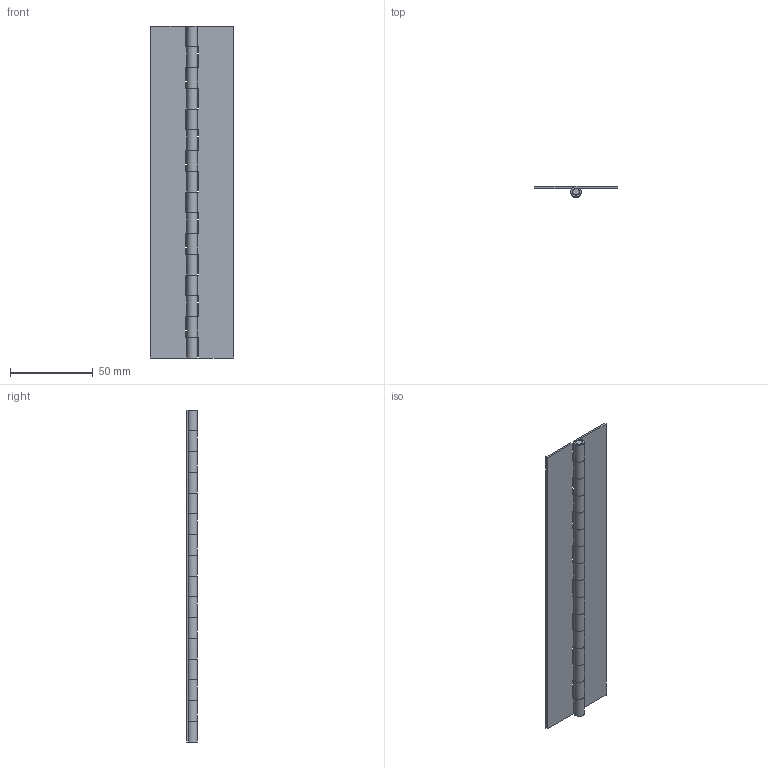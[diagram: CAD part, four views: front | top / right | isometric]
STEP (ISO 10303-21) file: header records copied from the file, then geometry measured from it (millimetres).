
FILE_DESCRIPTION((''),'2;1');
FILE_NAME('','2005-04-20T10:53:41',(''),(''),'','CADfix','');
FILE_SCHEMA(('AUTOMOTIVE_DESIGN'));
Length unit declared in the file: millimetre
Products named in the file (4): hinge piece_B; hinge piece_A; shaft; TH_TM_60_24479_36
Assembly tree (3 placements, depth 2):
  TH_TM_60_24479_36
    hinge piece_B
    hinge piece_A
    shaft
Bounding box: 50 x 6.4 x 200 mm (x, y, z)
Volume: 16907.8 mm3; surface area: 28274 mm2
Topology: 3 solids, 3 shells, 108 faces, 310 edges, 208 vertices
Faces by surface type: bspline 108
Entity records: 3951 total; most frequent: CARTESIAN_POINT 2070, ORIENTED_EDGE 620, EDGE_CURVE 310, QUASI_UNIFORM_CURVE 238, VERTEX_POINT 208, EDGE_LOOP 108, FACE_OUTER_BOUND 108, ADVANCED_FACE 108
